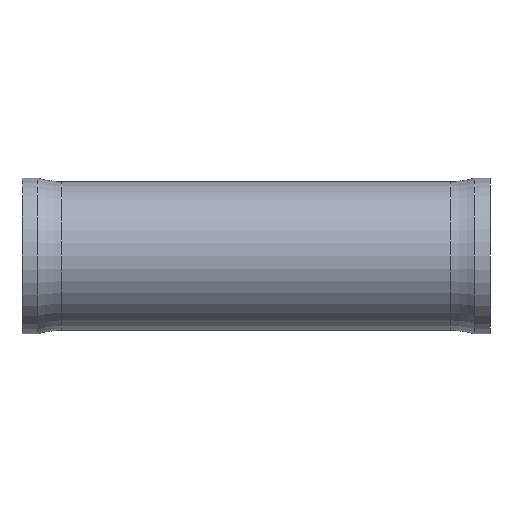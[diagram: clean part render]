
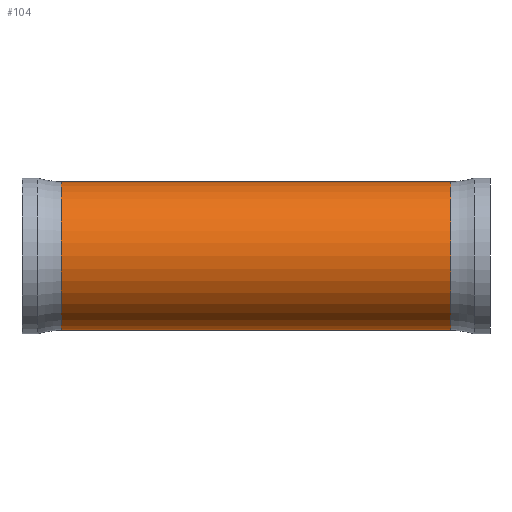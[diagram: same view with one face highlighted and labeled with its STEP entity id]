
A CAD part, left-side view. The second image highlights one B-rep face of the part: STEP entity #104.
In plain terms, the highlighted cylindrical face has radius 23.812 mm (diameter 47.625 mm), a partial arc.
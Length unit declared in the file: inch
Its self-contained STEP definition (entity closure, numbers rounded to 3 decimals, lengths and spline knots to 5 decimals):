
#11 = DIRECTION ( 'NONE',  ( 0., 1., 0. ) ) ;
#23 = AXIS2_PLACEMENT_3D ( 'NONE', #149, #477, #349 ) ;
#30 = VERTEX_POINT ( 'NONE', #43 ) ;
#41 = DIRECTION ( 'NONE',  ( 0., 0., 1. ) ) ;
#43 = CARTESIAN_POINT ( 'NONE',  ( 0., 5.40712, 0.9375 ) ) ;
#45 = ORIENTED_EDGE ( 'NONE', *, *, #615, .F. ) ;
#54 = CIRCLE ( 'NONE', #351, 0.9375 ) ;
#79 = CARTESIAN_POINT ( 'NONE',  ( 0., 5.49933, 0. ) ) ;
#92 = VECTOR ( 'NONE', #11, 39.37008 ) ;
#104 = ADVANCED_FACE ( 'NONE', ( #136 ), #527, .T. ) ;
#110 = CARTESIAN_POINT ( 'NONE',  ( 0., 5.40712, -0.9375 ) ) ;
#117 = VERTEX_POINT ( 'NONE', #370 ) ;
#118 = LINE ( 'NONE', #271, #92 ) ;
#125 = DIRECTION ( 'NONE',  ( 0., 1., 0. ) ) ;
#136 = FACE_OUTER_BOUND ( 'NONE', #280, .T. ) ;
#149 = CARTESIAN_POINT ( 'NONE',  ( 0., 5.40712, 0. ) ) ;
#185 = ORIENTED_EDGE ( 'NONE', *, *, #624, .T. ) ;
#194 = ORIENTED_EDGE ( 'NONE', *, *, #244, .F. ) ;
#216 = ORIENTED_EDGE ( 'NONE', *, *, #595, .T. ) ;
#244 = EDGE_CURVE ( 'NONE', #586, #30, #318, .T. ) ;
#252 = VERTEX_POINT ( 'NONE', #309 ) ;
#271 = CARTESIAN_POINT ( 'NONE',  ( 0., 5.49933, -0.9375 ) ) ;
#280 = EDGE_LOOP ( 'NONE', ( #45, #185, #216, #194 ) ) ;
#309 = CARTESIAN_POINT ( 'NONE',  ( 0., 0.49839, -0.9375 ) ) ;
#318 = CIRCLE ( 'NONE', #23, 0.9375 ) ;
#340 = DIRECTION ( 'NONE',  ( 0., 1., 0. ) ) ;
#345 = CARTESIAN_POINT ( 'NONE',  ( 0., 0.49839, 0. ) ) ;
#349 = DIRECTION ( 'NONE',  ( 0., 0., 1. ) ) ;
#351 = AXIS2_PLACEMENT_3D ( 'NONE', #345, #340, #369 ) ;
#369 = DIRECTION ( 'NONE',  ( 0., 0., 1. ) ) ;
#370 = CARTESIAN_POINT ( 'NONE',  ( 0., 0.49839, 0.9375 ) ) ;
#380 = VECTOR ( 'NONE', #551, 39.37008 ) ;
#467 = LINE ( 'NONE', #471, #380 ) ;
#471 = CARTESIAN_POINT ( 'NONE',  ( 0., 5.49933, 0.9375 ) ) ;
#477 = DIRECTION ( 'NONE',  ( 0., 1., 0. ) ) ;
#527 = CYLINDRICAL_SURFACE ( 'NONE', #575, 0.9375 ) ;
#551 = DIRECTION ( 'NONE',  ( 0., 1., 0. ) ) ;
#575 = AXIS2_PLACEMENT_3D ( 'NONE', #79, #125, #41 ) ;
#586 = VERTEX_POINT ( 'NONE', #110 ) ;
#595 = EDGE_CURVE ( 'NONE', #117, #30, #467, .T. ) ;
#615 = EDGE_CURVE ( 'NONE', #252, #586, #118, .T. ) ;
#624 = EDGE_CURVE ( 'NONE', #252, #117, #54, .T. ) ;
